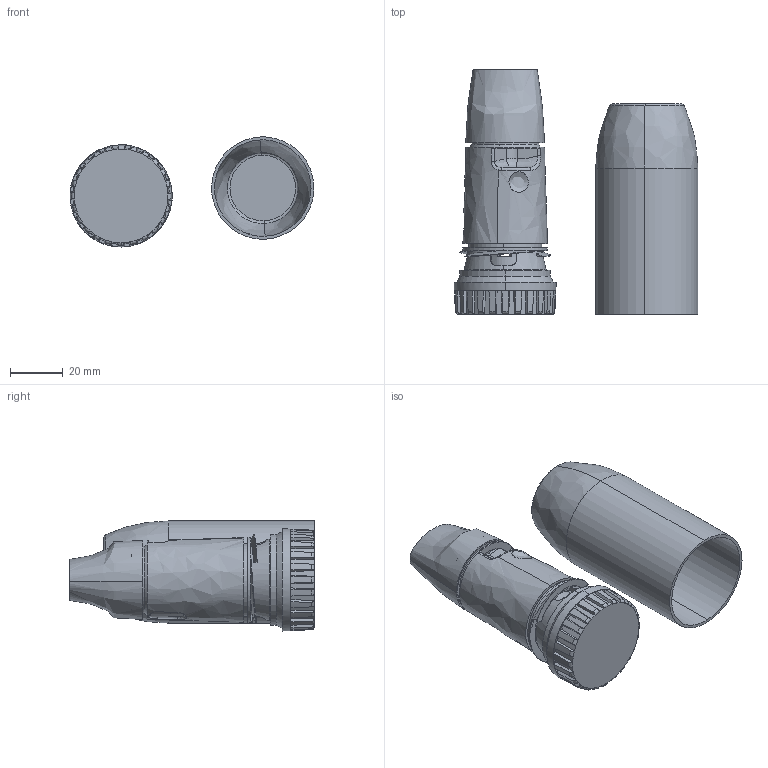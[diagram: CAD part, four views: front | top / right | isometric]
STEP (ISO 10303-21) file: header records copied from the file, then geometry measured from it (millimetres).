
FILE_DESCRIPTION(('FreeCAD Model'),'2;1');
FILE_NAME('Open CASCADE Shape Model','2025-04-29T07:13:05',('FreeCAD'),( 'FreeCAD'),'Open CASCADE STEP processor 7.6','FreeCAD','Unknown');
FILE_SCHEMA(('AUTOMOTIVE_DESIGN { 1 0 10303 214 1 1 1 1 }'));
Products named in the file (1): Open CASCADE STEP translator 7.6 1
Bounding box: 92.51 x 92.8 x 41.75 mm (x, y, z)
Volume: 42600 mm3; surface area: 61974.9 mm2
Topology: 14 solids, 14 shells, 914 faces, 2423 edges, 1546 vertices
Faces by surface type: bspline 914
Entity records: 40539 total; most frequent: CARTESIAN_POINT 26918, ORIENTED_EDGE 4838, EDGE_CURVE 2419, VERTEX_POINT 1546, B_SPLINE_CURVE_WITH_KNOTS 1406, FACE_BOUND 1026, EDGE_LOOP 1026, ADVANCED_FACE 914
